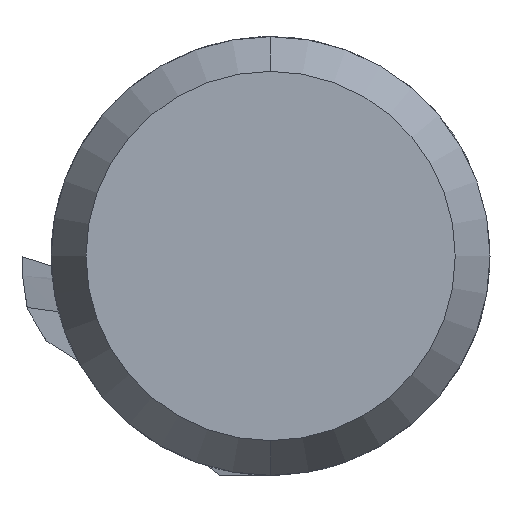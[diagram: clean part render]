
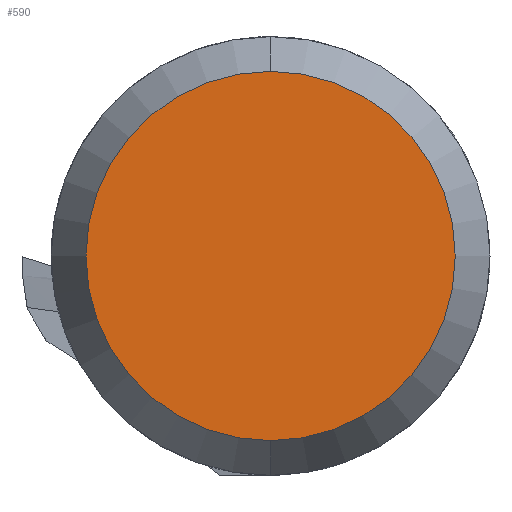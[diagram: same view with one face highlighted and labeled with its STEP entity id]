
A CAD part, left-side view. The second image highlights one B-rep face of the part: STEP entity #590.
In plain terms, the highlighted planar face has unit normal (-1, 0, 0).
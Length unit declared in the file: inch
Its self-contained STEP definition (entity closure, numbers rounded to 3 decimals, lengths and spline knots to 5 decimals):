
#47 = PLANE ( 'NONE',  #537 ) ;
#104 = EDGE_CURVE ( 'NONE', #504, #147, #723, .T. ) ;
#111 = DIRECTION ( 'NONE',  ( 0., 0., 1. ) ) ;
#115 = DIRECTION ( 'NONE',  ( 1., 0., 0. ) ) ;
#147 = VERTEX_POINT ( 'NONE', #247 ) ;
#202 = CARTESIAN_POINT ( 'NONE',  ( 0., 0., 0. ) ) ;
#247 = CARTESIAN_POINT ( 'NONE',  ( 0., 0., 0.18401 ) ) ;
#272 = DIRECTION ( 'NONE',  ( 0., 0., -1. ) ) ;
#287 = ORIENTED_EDGE ( 'NONE', *, *, #600, .T. ) ;
#304 = CARTESIAN_POINT ( 'NONE',  ( 0., 0., 0. ) ) ;
#318 = CARTESIAN_POINT ( 'NONE',  ( 0., 0., 0. ) ) ;
#366 = DIRECTION ( 'NONE',  ( -1., 0., 0. ) ) ;
#389 = CIRCLE ( 'NONE', #449, 0.18401 ) ;
#449 = AXIS2_PLACEMENT_3D ( 'NONE', #202, #735, #111 ) ;
#464 = ORIENTED_EDGE ( 'NONE', *, *, #104, .T. ) ;
#479 = DIRECTION ( 'NONE',  ( 0., 0., 1. ) ) ;
#504 = VERTEX_POINT ( 'NONE', #534 ) ;
#515 = EDGE_LOOP ( 'NONE', ( #464, #287 ) ) ;
#534 = CARTESIAN_POINT ( 'NONE',  ( 0., 0., -0.18401 ) ) ;
#537 = AXIS2_PLACEMENT_3D ( 'NONE', #318, #115, #272 ) ;
#558 = FACE_OUTER_BOUND ( 'NONE', #515, .T. ) ;
#590 = ADVANCED_FACE ( 'NONE', ( #558 ), #47, .F. ) ;
#600 = EDGE_CURVE ( 'NONE', #147, #504, #389, .T. ) ;
#650 = AXIS2_PLACEMENT_3D ( 'NONE', #304, #366, #479 ) ;
#723 = CIRCLE ( 'NONE', #650, 0.18401 ) ;
#735 = DIRECTION ( 'NONE',  ( -1., 0., 0. ) ) ;
